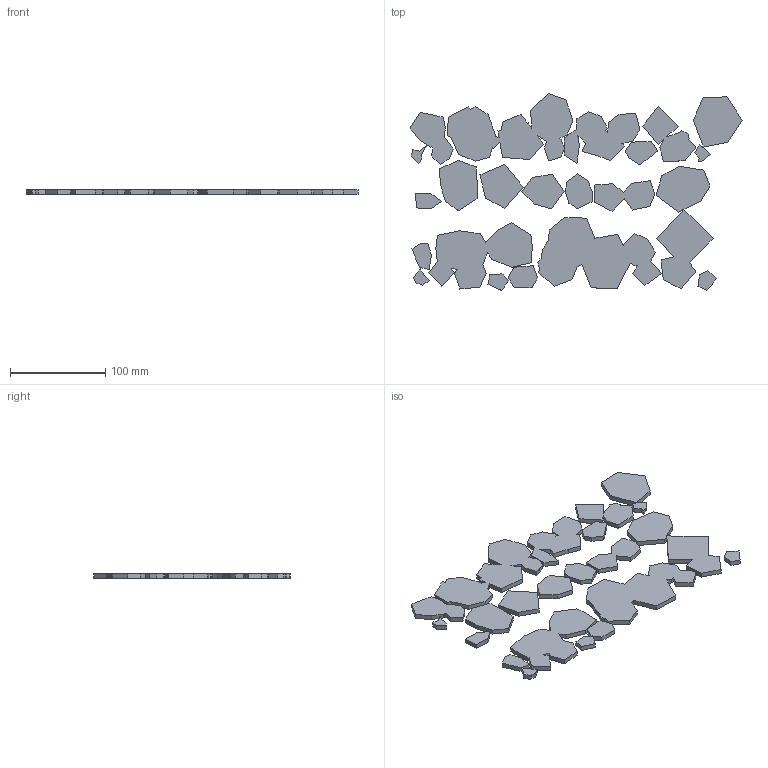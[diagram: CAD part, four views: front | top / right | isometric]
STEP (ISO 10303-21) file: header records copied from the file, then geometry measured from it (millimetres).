
FILE_DESCRIPTION(('Open CASCADE Model'),'2;1');
FILE_NAME('Open CASCADE Shape Model','2024-05-27T00:13:37',('Author'),( 'Open CASCADE'),'Open CASCADE STEP processor 7.7','Open CASCADE 7.7' ,'Unknown');
FILE_SCHEMA(('AUTOMOTIVE_DESIGN { 1 0 10303 214 1 1 1 1 }'));
Length unit declared in the file: millimetre
Products named in the file (22): Open CASCADE STEP translator 7.7 8; Open CASCADE STEP translator 7.7 8.1; Open CASCADE STEP translator 7.7 8.2; Open CASCADE STEP translator 7.7 8.3; Open CASCADE STEP translator 7.7 8.4; Open CASCADE STEP translator 7.7 8.5; Open CASCADE STEP translator 7.7 8.6; Open CASCADE STEP translator 7.7 8.7; Open CASCADE STEP translator 7.7 8.8; Open CASCADE STEP translator 7.7 8.9; Open CASCADE STEP translator 7.7 8.10; Open CASCADE STEP translator 7.7 8.11; Open CASCADE STEP translator 7.7 8.12; Open CASCADE STEP translator 7.7 8.13; Open CASCADE STEP translator 7.7 8.14; Open CASCADE STEP translator 7.7 8.15; Open CASCADE STEP translator 7.7 8.16; Open CASCADE STEP translator 7.7 8.17; Open CASCADE STEP translator 7.7 8.18; Open CASCADE STEP translator 7.7 8.19; Open CASCADE STEP translator 7.7 8.20; Open CASCADE STEP translator 7.7 8.21
Assembly tree (21 placements, depth 2):
  Open CASCADE STEP translator 7.7 8
    Open CASCADE STEP translator 7.7 8.1
    Open CASCADE STEP translator 7.7 8.2
    Open CASCADE STEP translator 7.7 8.3
    Open CASCADE STEP translator 7.7 8.4
    Open CASCADE STEP translator 7.7 8.5
    Open CASCADE STEP translator 7.7 8.6
    Open CASCADE STEP translator 7.7 8.7
    Open CASCADE STEP translator 7.7 8.8
    Open CASCADE STEP translator 7.7 8.9
    Open CASCADE STEP translator 7.7 8.10
    Open CASCADE STEP translator 7.7 8.11
    Open CASCADE STEP translator 7.7 8.12
    Open CASCADE STEP translator 7.7 8.13
    Open CASCADE STEP translator 7.7 8.14
    Open CASCADE STEP translator 7.7 8.15
    Open CASCADE STEP translator 7.7 8.16
    Open CASCADE STEP translator 7.7 8.17
    Open CASCADE STEP translator 7.7 8.18
    Open CASCADE STEP translator 7.7 8.19
    Open CASCADE STEP translator 7.7 8.20
    Open CASCADE STEP translator 7.7 8.21
Bounding box: 348.86 x 206.96 x 5 mm (x, y, z)
Volume: 184510.6 mm3; surface area: 93008.5 mm2
Topology: 21 solids, 21 shells, 309 faces, 801 edges, 534 vertices
Faces by surface type: plane 309
Entity records: 19900 total; most frequent: CARTESIAN_POINT 3364, DIRECTION 2969, LINE 2307, VECTOR 2307, ORIENTED_EDGE 1602, PCURVE 1602, DEFINITIONAL_REPRESENTATION 1602, EDGE_CURVE 801
